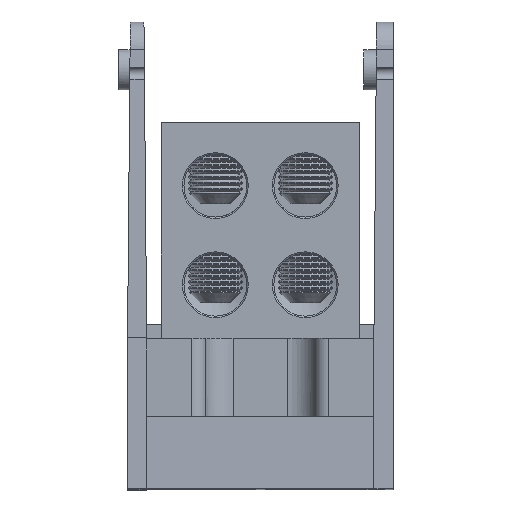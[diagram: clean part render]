
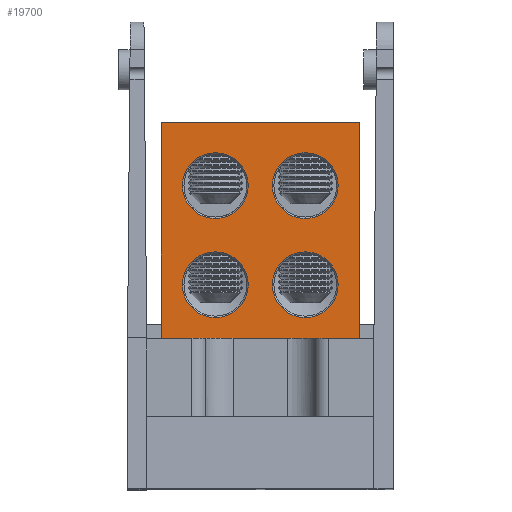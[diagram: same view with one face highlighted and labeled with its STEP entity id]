
A CAD part, top view. The second image highlights one B-rep face of the part: STEP entity #19700.
In plain terms, the highlighted planar face has unit normal (0, 0, 1).
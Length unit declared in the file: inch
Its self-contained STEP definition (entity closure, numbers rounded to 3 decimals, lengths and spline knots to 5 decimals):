
#15 = EDGE_CURVE ( 'NONE', #7615, #7615, #3938, .T. ) ;
#1036 = ORIENTED_EDGE ( 'NONE', *, *, #1268, .T. ) ;
#1065 = EDGE_CURVE ( 'NONE', #4263, #13865, #16621, .T. ) ;
#1268 = EDGE_CURVE ( 'NONE', #28792, #13865, #6373, .T. ) ;
#1848 = EDGE_CURVE ( 'NONE', #4521, #4521, #14393, .T. ) ;
#2904 = EDGE_CURVE ( 'NONE', #2905, #2905, #5639, .T. ) ;
#2905 = VERTEX_POINT ( 'NONE', #5521 ) ;
#3400 = EDGE_CURVE ( 'NONE', #27943, #27943, #31175, .T. ) ;
#3428 = DIRECTION ( 'NONE',  ( 0., 0., -1. ) ) ;
#3544 = EDGE_CURVE ( 'NONE', #9817, #28792, #21739, .T. ) ;
#3938 = CIRCLE ( 'NONE', #26172, 0.22875 ) ;
#4016 = CARTESIAN_POINT ( 'NONE',  ( -0.313, 0.312, 1.5 ) ) ;
#4263 = VERTEX_POINT ( 'NONE', #14919 ) ;
#4521 = VERTEX_POINT ( 'NONE', #25394 ) ;
#5174 = CARTESIAN_POINT ( 'NONE',  ( 0.69, -0.75, 1.5 ) ) ;
#5521 = CARTESIAN_POINT ( 'NONE',  ( 0.08425, 0.312, 1.5 ) ) ;
#5639 = CIRCLE ( 'NONE', #9162, 0.22875 ) ;
#6373 = LINE ( 'NONE', #11184, #19687 ) ;
#6450 = CARTESIAN_POINT ( 'NONE',  ( -0.313, -0.378, 1.5 ) ) ;
#6514 = DIRECTION ( 'NONE',  ( -1., 0., 0. ) ) ;
#6559 = EDGE_LOOP ( 'NONE', ( #1036, #12124, #19509, #11322 ) ) ;
#7514 = CARTESIAN_POINT ( 'NONE',  ( 0.69, -0.75, 1.5 ) ) ;
#7615 = VERTEX_POINT ( 'NONE', #17667 ) ;
#8729 = CARTESIAN_POINT ( 'NONE',  ( -0.69, 0.75, 1.5 ) ) ;
#8963 = DIRECTION ( 'NONE',  ( -1., 0., 0. ) ) ;
#9162 = AXIS2_PLACEMENT_3D ( 'NONE', #17947, #3428, #20868 ) ;
#9817 = VERTEX_POINT ( 'NONE', #21423 ) ;
#9921 = CARTESIAN_POINT ( 'NONE',  ( 0.69, 0.75, 1.5 ) ) ;
#9942 = FACE_BOUND ( 'NONE', #24226, .T. ) ;
#9959 = PLANE ( 'NONE',  #27786 ) ;
#10065 = DIRECTION ( 'NONE',  ( -1., 0., 0. ) ) ;
#10286 = EDGE_CURVE ( 'NONE', #9817, #4263, #23610, .T. ) ;
#10705 = FACE_BOUND ( 'NONE', #17986, .T. ) ;
#11081 = DIRECTION ( 'NONE',  ( 0., -1., 0. ) ) ;
#11184 = CARTESIAN_POINT ( 'NONE',  ( -0.69, -0.75, 1.5 ) ) ;
#11322 = ORIENTED_EDGE ( 'NONE', *, *, #3544, .T. ) ;
#11641 = DIRECTION ( 'NONE',  ( 0., 0., -1. ) ) ;
#12038 = VECTOR ( 'NONE', #12445, 39.37008 ) ;
#12124 = ORIENTED_EDGE ( 'NONE', *, *, #1065, .F. ) ;
#12445 = DIRECTION ( 'NONE',  ( -1., 0., 0. ) ) ;
#13080 = CARTESIAN_POINT ( 'NONE',  ( -0.54175, 0.312, 1.5 ) ) ;
#13298 = CARTESIAN_POINT ( 'NONE',  ( -0.69, -0.75, 1.5 ) ) ;
#13865 = VERTEX_POINT ( 'NONE', #13298 ) ;
#14393 = CIRCLE ( 'NONE', #30701, 0.22875 ) ;
#14416 = ORIENTED_EDGE ( 'NONE', *, *, #3400, .T. ) ;
#14919 = CARTESIAN_POINT ( 'NONE',  ( 0.69, -0.75, 1.5 ) ) ;
#15955 = ORIENTED_EDGE ( 'NONE', *, *, #15, .T. ) ;
#16195 = DIRECTION ( 'NONE',  ( 0., -1., 0. ) ) ;
#16621 = LINE ( 'NONE', #5174, #29113 ) ;
#16790 = AXIS2_PLACEMENT_3D ( 'NONE', #4016, #21451, #6514 ) ;
#17667 = CARTESIAN_POINT ( 'NONE',  ( 0.08425, -0.378, 1.5 ) ) ;
#17947 = CARTESIAN_POINT ( 'NONE',  ( 0.313, 0.312, 1.5 ) ) ;
#17986 = EDGE_LOOP ( 'NONE', ( #14416 ) ) ;
#18965 = EDGE_LOOP ( 'NONE', ( #23343 ) ) ;
#19509 = ORIENTED_EDGE ( 'NONE', *, *, #10286, .F. ) ;
#19687 = VECTOR ( 'NONE', #16195, 39.37008 ) ;
#19700 = ADVANCED_FACE ( 'NONE', ( #23968, #9942, #29068, #10705, #22393 ), #9959, .F. ) ;
#20868 = DIRECTION ( 'NONE',  ( -1., 0., 0. ) ) ;
#21423 = CARTESIAN_POINT ( 'NONE',  ( 0.69, 0.75, 1.5 ) ) ;
#21451 = DIRECTION ( 'NONE',  ( 0., 0., -1. ) ) ;
#21739 = LINE ( 'NONE', #9921, #12038 ) ;
#22393 = FACE_OUTER_BOUND ( 'NONE', #6559, .T. ) ;
#23343 = ORIENTED_EDGE ( 'NONE', *, *, #1848, .T. ) ;
#23597 = EDGE_LOOP ( 'NONE', ( #27672 ) ) ;
#23610 = LINE ( 'NONE', #28518, #29539 ) ;
#23917 = DIRECTION ( 'NONE',  ( 0., 0., -1. ) ) ;
#23968 = FACE_BOUND ( 'NONE', #18965, .T. ) ;
#24226 = EDGE_LOOP ( 'NONE', ( #15955 ) ) ;
#24983 = DIRECTION ( 'NONE',  ( 0., 0., -1. ) ) ;
#25138 = DIRECTION ( 'NONE',  ( -1., 0., 0. ) ) ;
#25394 = CARTESIAN_POINT ( 'NONE',  ( -0.54175, -0.378, 1.5 ) ) ;
#26172 = AXIS2_PLACEMENT_3D ( 'NONE', #26555, #11641, #29067 ) ;
#26555 = CARTESIAN_POINT ( 'NONE',  ( 0.313, -0.378, 1.5 ) ) ;
#27672 = ORIENTED_EDGE ( 'NONE', *, *, #2904, .T. ) ;
#27786 = AXIS2_PLACEMENT_3D ( 'NONE', #7514, #24983, #10065 ) ;
#27943 = VERTEX_POINT ( 'NONE', #13080 ) ;
#28518 = CARTESIAN_POINT ( 'NONE',  ( 0.69, -0.75, 1.5 ) ) ;
#28792 = VERTEX_POINT ( 'NONE', #8729 ) ;
#29067 = DIRECTION ( 'NONE',  ( -1., 0., 0. ) ) ;
#29068 = FACE_BOUND ( 'NONE', #23597, .T. ) ;
#29113 = VECTOR ( 'NONE', #25138, 39.37008 ) ;
#29539 = VECTOR ( 'NONE', #11081, 39.37008 ) ;
#30701 = AXIS2_PLACEMENT_3D ( 'NONE', #6450, #23917, #8963 ) ;
#31175 = CIRCLE ( 'NONE', #16790, 0.22875 ) ;
